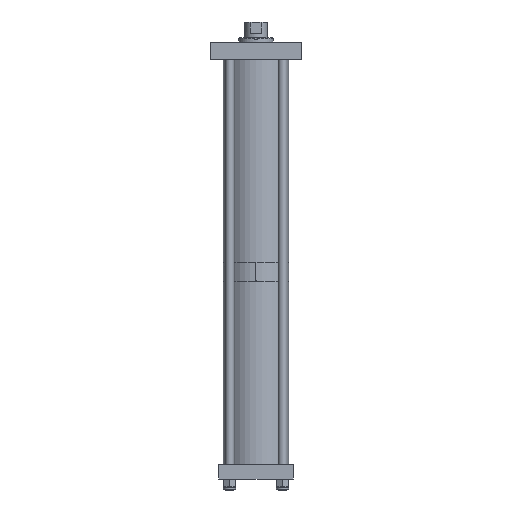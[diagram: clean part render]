
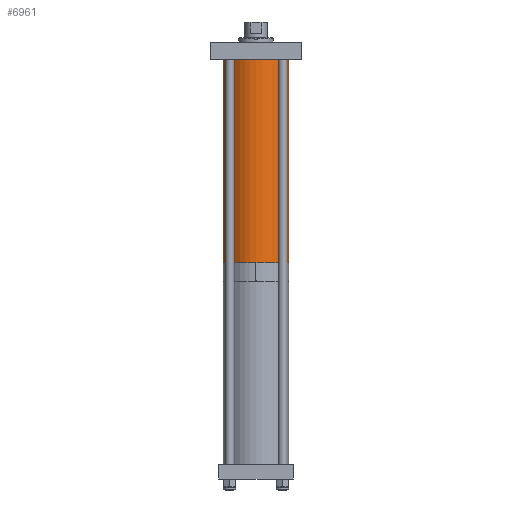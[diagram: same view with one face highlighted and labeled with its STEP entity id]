
A CAD part, front view. The second image highlights one B-rep face of the part: STEP entity #6961.
In plain terms, the highlighted cylindrical face has radius 73.025 mm (diameter 146.05 mm), a partial arc.
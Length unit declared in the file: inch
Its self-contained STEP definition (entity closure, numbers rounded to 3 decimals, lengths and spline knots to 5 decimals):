
#500 = CARTESIAN_POINT ( 'NONE',  ( 17.734, 0., 0. ) ) ;
#613 = VECTOR ( 'NONE', #4768, 39.37008 ) ;
#615 = LINE ( 'NONE', #6367, #8421 ) ;
#680 = ORIENTED_EDGE ( 'NONE', *, *, #6859, .T. ) ;
#836 = CARTESIAN_POINT ( 'NONE',  ( 17.734, 0., -2.875 ) ) ;
#1451 = CIRCLE ( 'NONE', #9774, 2.875 ) ;
#1689 = AXIS2_PLACEMENT_3D ( 'NONE', #500, #6256, #1830 ) ;
#1830 = DIRECTION ( 'NONE',  ( 0., 0., -1. ) ) ;
#1949 = DIRECTION ( 'NONE',  ( -1., 0., 0. ) ) ;
#2041 = CARTESIAN_POINT ( 'NONE',  ( 0., 0., -2.875 ) ) ;
#2958 = AXIS2_PLACEMENT_3D ( 'NONE', #3969, #9686, #5272 ) ;
#3427 = CARTESIAN_POINT ( 'NONE',  ( 0., 0., 2.875 ) ) ;
#3453 = LINE ( 'NONE', #9169, #613 ) ;
#3468 = CARTESIAN_POINT ( 'NONE',  ( 0., 0., 0. ) ) ;
#3524 = CIRCLE ( 'NONE', #1689, 2.875 ) ;
#3829 = EDGE_CURVE ( 'NONE', #7228, #6259, #615, .T. ) ;
#3969 = CARTESIAN_POINT ( 'NONE',  ( 17.734, 0., 0. ) ) ;
#4654 = ORIENTED_EDGE ( 'NONE', *, *, #8775, .T. ) ;
#4768 = DIRECTION ( 'NONE',  ( -1., 0., 0. ) ) ;
#4784 = DIRECTION ( 'NONE',  ( 0., 0., -1. ) ) ;
#4804 = ORIENTED_EDGE ( 'NONE', *, *, #3829, .F. ) ;
#5272 = DIRECTION ( 'NONE',  ( 0., 0., 1. ) ) ;
#6256 = DIRECTION ( 'NONE',  ( 1., 0., 0. ) ) ;
#6259 = VERTEX_POINT ( 'NONE', #2041 ) ;
#6367 = CARTESIAN_POINT ( 'NONE',  ( 17.734, 0., -2.875 ) ) ;
#6816 = EDGE_LOOP ( 'NONE', ( #4804, #8098, #680, #4654 ) ) ;
#6859 = EDGE_CURVE ( 'NONE', #9107, #8279, #3453, .T. ) ;
#6961 = ADVANCED_FACE ( 'NONE', ( #7547 ), #8366, .T. ) ;
#7126 = CARTESIAN_POINT ( 'NONE',  ( 17.734, 0., 2.875 ) ) ;
#7228 = VERTEX_POINT ( 'NONE', #836 ) ;
#7547 = FACE_OUTER_BOUND ( 'NONE', #6816, .T. ) ;
#8098 = ORIENTED_EDGE ( 'NONE', *, *, #9736, .F. ) ;
#8279 = VERTEX_POINT ( 'NONE', #3427 ) ;
#8366 = CYLINDRICAL_SURFACE ( 'NONE', #2958, 2.875 ) ;
#8421 = VECTOR ( 'NONE', #1949, 39.37008 ) ;
#8775 = EDGE_CURVE ( 'NONE', #8279, #6259, #1451, .T. ) ;
#9107 = VERTEX_POINT ( 'NONE', #7126 ) ;
#9169 = CARTESIAN_POINT ( 'NONE',  ( 17.734, 0., 2.875 ) ) ;
#9190 = DIRECTION ( 'NONE',  ( 1., 0., 0. ) ) ;
#9686 = DIRECTION ( 'NONE',  ( -1., 0., 0. ) ) ;
#9736 = EDGE_CURVE ( 'NONE', #9107, #7228, #3524, .T. ) ;
#9774 = AXIS2_PLACEMENT_3D ( 'NONE', #3468, #9190, #4784 ) ;
